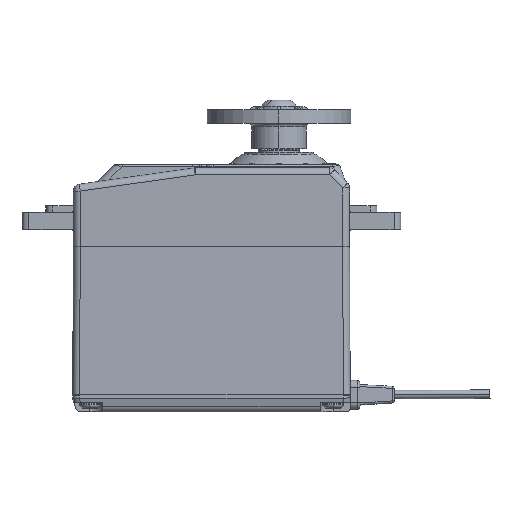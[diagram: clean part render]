
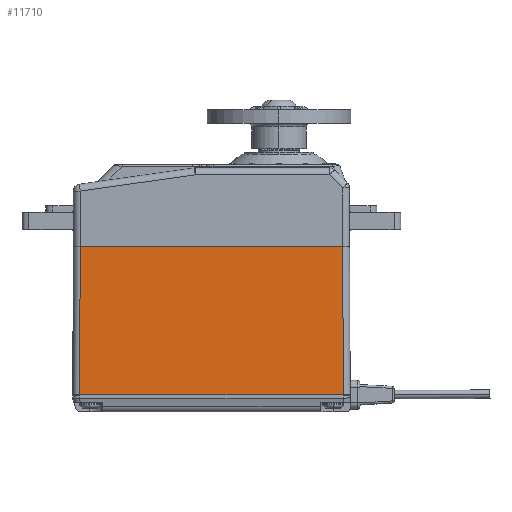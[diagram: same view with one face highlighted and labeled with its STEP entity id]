
A CAD part, left-side view. The second image highlights one B-rep face of the part: STEP entity #11710.
In plain terms, the highlighted planar face has unit normal (-1, 0, 0.005).
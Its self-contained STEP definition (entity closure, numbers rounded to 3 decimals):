
#11320=CARTESIAN_POINT('',(0.,44.45,-1.));
#11330=DIRECTION('',(1.,0.,-0.005));
#11340=DIRECTION('',(-0.005,0.,-1.));
#11350=AXIS2_PLACEMENT_3D('',#11320,#11330,#11340);
#11360=PLANE('',#11350);
#11370=CARTESIAN_POINT('',(0.005,39.295,
0.005));
#11380=DIRECTION('',(-0.005,0.005,
-1.));
#11390=VECTOR('',#11380,1.);
#11400=LINE('',#11370,#11390);
#11410=CARTESIAN_POINT('',(0.,39.3,-1.));
#11420=VERTEX_POINT('',#11410);
#11430=CARTESIAN_POINT('',(-0.1,39.4,-22.6));
#11440=VERTEX_POINT('',#11430);
#11450=EDGE_CURVE('',#11420,#11440,#11400,.T.);
#11460=ORIENTED_EDGE('',*,*,#11450,.T.);
#11470=CARTESIAN_POINT('',(0.,0.,-1.));
#11480=DIRECTION('',(0.,1.,0.));
#11490=VECTOR('',#11480,1.);
#11500=LINE('',#11470,#11490);
#11510=CARTESIAN_POINT('',(0.,1.,-1.));
#11520=VERTEX_POINT('',#11510);
#11530=EDGE_CURVE('',#11520,#11420,#11500,.T.);
#11540=ORIENTED_EDGE('',*,*,#11530,.T.);
#11550=CARTESIAN_POINT('',(0.005,1.005,
0.005));
#11560=DIRECTION('',(-0.005,-0.005,
-1.));
#11570=VECTOR('',#11560,1.);
#11580=LINE('',#11550,#11570);
#11590=CARTESIAN_POINT('',(-0.1,0.9,-22.6))
;
#11600=VERTEX_POINT('',#11590);
#11610=EDGE_CURVE('',#11520,#11600,#11580,.T.);
#11620=ORIENTED_EDGE('',*,*,#11610,.F.);
#11630=CARTESIAN_POINT('',(-0.1,0.,-22.6));
#11640=DIRECTION('',(0.,-1.,0.));
#11650=VECTOR('',#11640,1.);
#11660=LINE('',#11630,#11650);
#11670=EDGE_CURVE('',#11440,#11600,#11660,.T.);
#11680=ORIENTED_EDGE('',*,*,#11670,.T.);
#11690=EDGE_LOOP('',(#11680,#11620,#11540,#11460));
#11700=FACE_OUTER_BOUND('',#11690,.T.);
#11710=ADVANCED_FACE('',(#11700),#11360,.F.);
